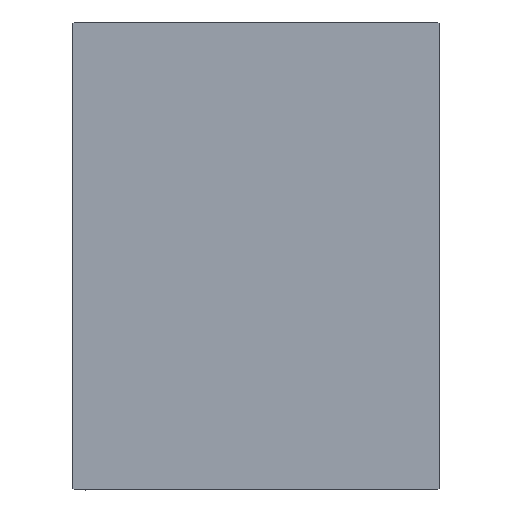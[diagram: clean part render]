
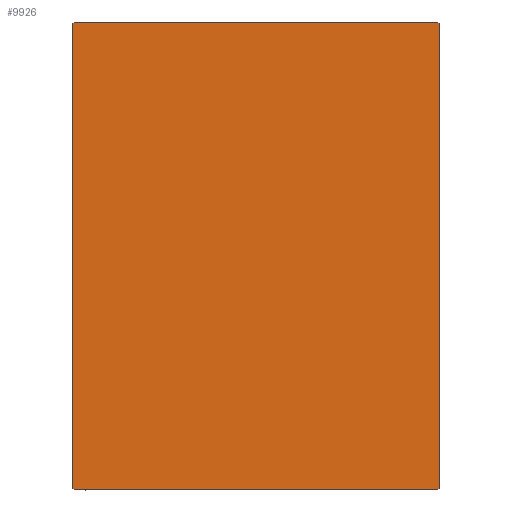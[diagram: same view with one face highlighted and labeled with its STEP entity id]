
A CAD part, left-side view. The second image highlights one B-rep face of the part: STEP entity #9926.
In plain terms, the highlighted face is planar.
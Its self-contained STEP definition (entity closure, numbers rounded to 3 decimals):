
#86 = CARTESIAN_POINT ( 'NONE',  ( 108., -45., 57.2 ) ) ;
#548 = VECTOR ( 'NONE', #7034, 1000. ) ;
#602 = CARTESIAN_POINT ( 'NONE',  ( 108., 45., 57.5 ) ) ;
#1075 = LINE ( 'NONE', #40700, #37396 ) ;
#1851 = ORIENTED_EDGE ( 'NONE', *, *, #25939, .T. ) ;
#2131 = VECTOR ( 'NONE', #4896, 1000. ) ;
#3796 = ORIENTED_EDGE ( 'NONE', *, *, #26094, .T. ) ;
#4026 = CARTESIAN_POINT ( 'NONE',  ( 108., -45., -57.5 ) ) ;
#4377 = CARTESIAN_POINT ( 'NONE',  ( 108., 44.7, -57.5 ) ) ;
#4843 = ORIENTED_EDGE ( 'NONE', *, *, #14583, .T. ) ;
#4896 = DIRECTION ( 'NONE',  ( 0., 0.707, -0.707 ) ) ;
#5411 = ORIENTED_EDGE ( 'NONE', *, *, #29942, .T. ) ;
#5662 = CARTESIAN_POINT ( 'NONE',  ( 108., -51.1, 51.1 ) ) ;
#5730 = CARTESIAN_POINT ( 'NONE',  ( 108., -44.7, -57.5 ) ) ;
#7034 = DIRECTION ( 'NONE',  ( 0., -0.707, 0.707 ) ) ;
#7926 = CARTESIAN_POINT ( 'NONE',  ( 108., -44.7, 57.5 ) ) ;
#8716 = VERTEX_POINT ( 'NONE', #40405 ) ;
#8798 = CARTESIAN_POINT ( 'NONE',  ( 108., 44.7, 57.5 ) ) ;
#9637 = DIRECTION ( 'NONE',  ( 0., 0., -1. ) ) ;
#9926 = ADVANCED_FACE ( 'NONE', ( #29148 ), #42350, .T. ) ;
#10958 = VECTOR ( 'NONE', #16812, 1000. ) ;
#10972 = CARTESIAN_POINT ( 'NONE',  ( 108., -45., 57.5 ) ) ;
#12202 = CARTESIAN_POINT ( 'NONE',  ( 108., -45., -57.2 ) ) ;
#12447 = VECTOR ( 'NONE', #32037, 1000. ) ;
#12673 = CARTESIAN_POINT ( 'NONE',  ( 108., 0., 0. ) ) ;
#13557 = LINE ( 'NONE', #4026, #10958 ) ;
#14282 = ORIENTED_EDGE ( 'NONE', *, *, #19029, .T. ) ;
#14426 = LINE ( 'NONE', #37812, #2131 ) ;
#14583 = EDGE_CURVE ( 'NONE', #26663, #20809, #14426, .T. ) ;
#15963 = VERTEX_POINT ( 'NONE', #86 ) ;
#16812 = DIRECTION ( 'NONE',  ( 0., 1., 0. ) ) ;
#17478 = LINE ( 'NONE', #10972, #33058 ) ;
#18317 = DIRECTION ( 'NONE',  ( 0., 0., -1. ) ) ;
#19029 = EDGE_CURVE ( 'NONE', #28332, #15963, #38569, .T. ) ;
#19882 = DIRECTION ( 'NONE',  ( 0., -1., 0. ) ) ;
#20360 = DIRECTION ( 'NONE',  ( 0., 0., 1. ) ) ;
#20424 = CARTESIAN_POINT ( 'NONE',  ( 108., 45., -57.2 ) ) ;
#20809 = VERTEX_POINT ( 'NONE', #5730 ) ;
#23592 = ORIENTED_EDGE ( 'NONE', *, *, #40883, .T. ) ;
#23902 = LINE ( 'NONE', #33255, #548 ) ;
#24813 = AXIS2_PLACEMENT_3D ( 'NONE', #12673, #25886, #9637 ) ;
#25886 = DIRECTION ( 'NONE',  ( 1., 0., 0. ) ) ;
#25939 = EDGE_CURVE ( 'NONE', #31530, #28332, #42854, .T. ) ;
#25982 = ORIENTED_EDGE ( 'NONE', *, *, #28522, .T. ) ;
#26094 = EDGE_CURVE ( 'NONE', #15963, #26663, #17478, .T. ) ;
#26663 = VERTEX_POINT ( 'NONE', #12202 ) ;
#28332 = VERTEX_POINT ( 'NONE', #7926 ) ;
#28522 = EDGE_CURVE ( 'NONE', #8716, #31530, #23902, .T. ) ;
#29148 = FACE_OUTER_BOUND ( 'NONE', #30161, .T. ) ;
#29813 = ORIENTED_EDGE ( 'NONE', *, *, #33531, .T. ) ;
#29942 = EDGE_CURVE ( 'NONE', #20809, #39860, #13557, .T. ) ;
#30161 = EDGE_LOOP ( 'NONE', ( #5411, #29813, #23592, #25982, #1851, #14282, #3796, #4843 ) ) ;
#31218 = VERTEX_POINT ( 'NONE', #20424 ) ;
#31530 = VERTEX_POINT ( 'NONE', #8798 ) ;
#31814 = LINE ( 'NONE', #41975, #12447 ) ;
#32037 = DIRECTION ( 'NONE',  ( 0., 0.707, 0.707 ) ) ;
#33058 = VECTOR ( 'NONE', #18317, 1000. ) ;
#33255 = CARTESIAN_POINT ( 'NONE',  ( 108., 51.1, 51.1 ) ) ;
#33531 = EDGE_CURVE ( 'NONE', #39860, #31218, #31814, .T. ) ;
#37148 = VECTOR ( 'NONE', #19882, 1000. ) ;
#37396 = VECTOR ( 'NONE', #20360, 1000. ) ;
#37812 = CARTESIAN_POINT ( 'NONE',  ( 108., -51.1, -51.1 ) ) ;
#38569 = LINE ( 'NONE', #5662, #41668 ) ;
#39017 = DIRECTION ( 'NONE',  ( 0., -0.707, -0.707 ) ) ;
#39860 = VERTEX_POINT ( 'NONE', #4377 ) ;
#40405 = CARTESIAN_POINT ( 'NONE',  ( 108., 45., 57.2 ) ) ;
#40700 = CARTESIAN_POINT ( 'NONE',  ( 108., 45., -57.5 ) ) ;
#40883 = EDGE_CURVE ( 'NONE', #31218, #8716, #1075, .T. ) ;
#41668 = VECTOR ( 'NONE', #39017, 1000. ) ;
#41975 = CARTESIAN_POINT ( 'NONE',  ( 108., 51.1, -51.1 ) ) ;
#42350 = PLANE ( 'NONE',  #24813 ) ;
#42854 = LINE ( 'NONE', #602, #37148 ) ;
